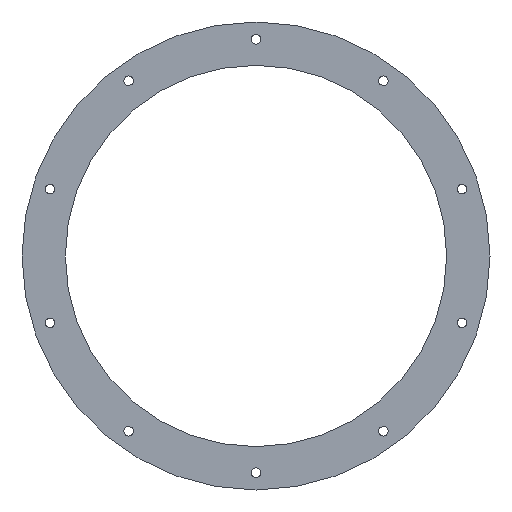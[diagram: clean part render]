
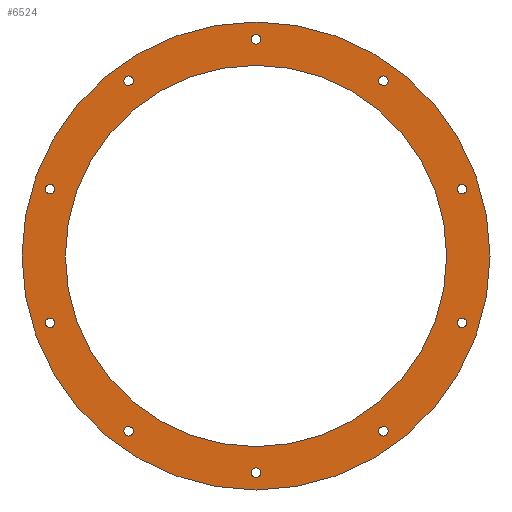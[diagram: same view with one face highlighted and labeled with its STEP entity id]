
A CAD part, front view. The second image highlights one B-rep face of the part: STEP entity #6524.
In plain terms, the highlighted planar face has unit normal (0, -1, 0).
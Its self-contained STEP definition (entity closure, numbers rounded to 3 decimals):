
#54=FACE_BOUND('',#974,.T.);
#55=FACE_BOUND('',#975,.T.);
#56=FACE_BOUND('',#976,.T.);
#57=FACE_BOUND('',#977,.T.);
#58=FACE_BOUND('',#978,.T.);
#59=FACE_BOUND('',#979,.T.);
#60=FACE_BOUND('',#980,.T.);
#61=FACE_BOUND('',#981,.T.);
#62=FACE_BOUND('',#982,.T.);
#63=FACE_BOUND('',#983,.T.);
#64=FACE_BOUND('',#984,.T.);
#82=CIRCLE('',#6757,2.75);
#83=CIRCLE('',#6759,2.75);
#84=CIRCLE('',#6761,2.75);
#85=CIRCLE('',#6763,2.75);
#86=CIRCLE('',#6765,2.75);
#87=CIRCLE('',#6767,2.75);
#88=CIRCLE('',#6769,2.75);
#89=CIRCLE('',#6771,2.75);
#90=CIRCLE('',#6773,2.75);
#91=CIRCLE('',#6775,2.75);
#93=CIRCLE('',#6780,110.);
#94=CIRCLE('',#6782,135.);
#590=FACE_OUTER_BOUND('',#973,.T.);
#973=EDGE_LOOP('',(#5977));
#974=EDGE_LOOP('',(#5978));
#975=EDGE_LOOP('',(#5979));
#976=EDGE_LOOP('',(#5980));
#977=EDGE_LOOP('',(#5981));
#978=EDGE_LOOP('',(#5982));
#979=EDGE_LOOP('',(#5983));
#980=EDGE_LOOP('',(#5984));
#981=EDGE_LOOP('',(#5985));
#982=EDGE_LOOP('',(#5986));
#983=EDGE_LOOP('',(#5987));
#984=EDGE_LOOP('',(#5988));
#3150=VERTEX_POINT('',#11957);
#3151=VERTEX_POINT('',#11961);
#3152=VERTEX_POINT('',#11965);
#3153=VERTEX_POINT('',#11969);
#3154=VERTEX_POINT('',#11973);
#3155=VERTEX_POINT('',#11977);
#3156=VERTEX_POINT('',#11981);
#3157=VERTEX_POINT('',#11985);
#3158=VERTEX_POINT('',#11989);
#3159=VERTEX_POINT('',#11993);
#3161=VERTEX_POINT('',#12002);
#3162=VERTEX_POINT('',#12006);
#4080=EDGE_CURVE('',#3150,#3150,#82,.T.);
#4082=EDGE_CURVE('',#3151,#3151,#83,.T.);
#4084=EDGE_CURVE('',#3152,#3152,#84,.T.);
#4086=EDGE_CURVE('',#3153,#3153,#85,.T.);
#4088=EDGE_CURVE('',#3154,#3154,#86,.T.);
#4090=EDGE_CURVE('',#3155,#3155,#87,.T.);
#4092=EDGE_CURVE('',#3156,#3156,#88,.T.);
#4094=EDGE_CURVE('',#3157,#3157,#89,.T.);
#4096=EDGE_CURVE('',#3158,#3158,#90,.T.);
#4098=EDGE_CURVE('',#3159,#3159,#91,.T.);
#4102=EDGE_CURVE('',#3161,#3161,#93,.T.);
#4104=EDGE_CURVE('',#3162,#3162,#94,.T.);
#5977=ORIENTED_EDGE('',*,*,#4104,.F.);
#5978=ORIENTED_EDGE('',*,*,#4080,.T.);
#5979=ORIENTED_EDGE('',*,*,#4082,.T.);
#5980=ORIENTED_EDGE('',*,*,#4084,.T.);
#5981=ORIENTED_EDGE('',*,*,#4086,.T.);
#5982=ORIENTED_EDGE('',*,*,#4088,.T.);
#5983=ORIENTED_EDGE('',*,*,#4090,.T.);
#5984=ORIENTED_EDGE('',*,*,#4092,.T.);
#5985=ORIENTED_EDGE('',*,*,#4094,.T.);
#5986=ORIENTED_EDGE('',*,*,#4096,.T.);
#5987=ORIENTED_EDGE('',*,*,#4098,.T.);
#5988=ORIENTED_EDGE('',*,*,#4102,.F.);
#6180=PLANE('',#6784);
#6524=ADVANCED_FACE('',(#590,#54,#55,#56,#57,#58,#59,#60,#61,#62,#63,#64),
#6180,.F.);
#6757=AXIS2_PLACEMENT_3D('',#11959,#7831,#7832);
#6759=AXIS2_PLACEMENT_3D('',#11963,#7836,#7837);
#6761=AXIS2_PLACEMENT_3D('',#11967,#7841,#7842);
#6763=AXIS2_PLACEMENT_3D('',#11971,#7846,#7847);
#6765=AXIS2_PLACEMENT_3D('',#11975,#7851,#7852);
#6767=AXIS2_PLACEMENT_3D('',#11979,#7856,#7857);
#6769=AXIS2_PLACEMENT_3D('',#11983,#7861,#7862);
#6771=AXIS2_PLACEMENT_3D('',#11987,#7866,#7867);
#6773=AXIS2_PLACEMENT_3D('',#11991,#7871,#7872);
#6775=AXIS2_PLACEMENT_3D('',#11995,#7876,#7877);
#6780=AXIS2_PLACEMENT_3D('',#12004,#7888,#7889);
#6782=AXIS2_PLACEMENT_3D('',#12008,#7893,#7894);
#6784=AXIS2_PLACEMENT_3D('',#12010,#7897,#7898);
#7831=DIRECTION('center_axis',(0.,1.,0.));
#7832=DIRECTION('ref_axis',(0.809,0.,0.588));
#7836=DIRECTION('center_axis',(0.,1.,0.));
#7837=DIRECTION('ref_axis',(0.309,0.,0.951));
#7841=DIRECTION('center_axis',(0.,1.,0.));
#7842=DIRECTION('ref_axis',(-0.309,0.,0.951));
#7846=DIRECTION('center_axis',(0.,1.,0.));
#7847=DIRECTION('ref_axis',(-0.809,0.,0.588));
#7851=DIRECTION('center_axis',(0.,1.,0.));
#7852=DIRECTION('ref_axis',(-1.,0.,0.));
#7856=DIRECTION('center_axis',(0.,1.,0.));
#7857=DIRECTION('ref_axis',(-0.809,0.,-0.588));
#7861=DIRECTION('center_axis',(0.,1.,0.));
#7862=DIRECTION('ref_axis',(-0.309,0.,-0.951));
#7866=DIRECTION('center_axis',(0.,1.,0.));
#7867=DIRECTION('ref_axis',(0.309,0.,-0.951));
#7871=DIRECTION('center_axis',(0.,1.,0.));
#7872=DIRECTION('ref_axis',(0.809,0.,-0.588));
#7876=DIRECTION('center_axis',(0.,1.,0.));
#7877=DIRECTION('ref_axis',(1.,0.,0.));
#7888=DIRECTION('center_axis',(0.,-1.,0.));
#7889=DIRECTION('ref_axis',(1.,0.,0.));
#7893=DIRECTION('center_axis',(0.,1.,0.));
#7894=DIRECTION('ref_axis',(-1.,0.,0.));
#7897=DIRECTION('center_axis',(0.,1.,0.));
#7898=DIRECTION('ref_axis',(0.,0.,1.));
#11957=CARTESIAN_POINT('',(71.248,0.,-102.744));
#11959=CARTESIAN_POINT('Origin',(73.473,0.,-101.127));
#11961=CARTESIAN_POINT('',(118.032,0.,-41.243));
#11963=CARTESIAN_POINT('Origin',(118.882,0.,-38.627));
#11965=CARTESIAN_POINT('',(119.732,0.,36.012));
#11967=CARTESIAN_POINT('Origin',(118.882,0.,38.627));
#11969=CARTESIAN_POINT('',(75.698,0.,99.511));
#11971=CARTESIAN_POINT('Origin',(73.473,0.,101.127));
#11973=CARTESIAN_POINT('',(2.75,0.,125.));
#11975=CARTESIAN_POINT('Origin',(0.,0.,125.));
#11977=CARTESIAN_POINT('',(-71.248,0.,102.744));
#11979=CARTESIAN_POINT('Origin',(-73.473,0.,101.127));
#11981=CARTESIAN_POINT('',(-118.032,0.,41.243));
#11983=CARTESIAN_POINT('Origin',(-118.882,0.,38.627));
#11985=CARTESIAN_POINT('',(-119.732,0.,-36.012));
#11987=CARTESIAN_POINT('Origin',(-118.882,0.,-38.627));
#11989=CARTESIAN_POINT('',(-75.698,0.,-99.511));
#11991=CARTESIAN_POINT('Origin',(-73.473,0.,-101.127));
#11993=CARTESIAN_POINT('',(-2.75,0.,-125.));
#11995=CARTESIAN_POINT('Origin',(0.,0.,-125.));
#12002=CARTESIAN_POINT('',(-110.,0.,0.));
#12004=CARTESIAN_POINT('Origin',(0.,0.,0.));
#12006=CARTESIAN_POINT('',(135.,0.,0.));
#12008=CARTESIAN_POINT('Origin',(0.,0.,0.));
#12010=CARTESIAN_POINT('Origin',(0.,0.,0.));
